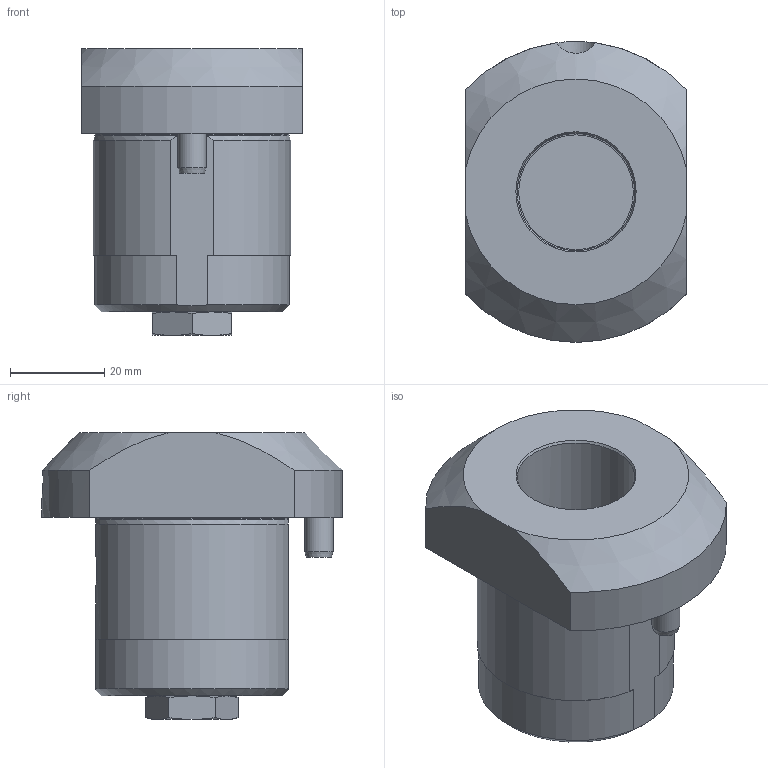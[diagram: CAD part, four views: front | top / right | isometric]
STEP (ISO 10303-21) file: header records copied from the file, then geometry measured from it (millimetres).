
FILE_DESCRIPTION(/* description */ (''),/* implementation_level */ '2;1');
FILE_NAME(/* name */ 'W9990313_A__specification_W9990313__stp.stp',/* time_stamp */ '2010-04-26T10:44:20+02:00',/* author */ (''),/* organization */ (''),/* preprocessor_version */ 'ST-DEVELOPER v11',/* originating_system */ 'UGS - NX 5.0',/* authorisation */ '');
FILE_SCHEMA (('AUTOMOTIVE_DESIGN { 1 0 10303 214 0 1 1 1 }'));
Length unit declared in the file: millimetre
Products named in the file (1): maie6685h5hy
Bounding box: 47 x 64 x 61 mm (x, y, z)
Volume: 75260.9 mm3; surface area: 17388.6 mm2
Topology: 1 solids, 1 shells, 61 faces, 157 edges, 100 vertices
Faces by surface type: plane 22, cone 22, cylinder 12, torus 5
Full cylindrical faces by diameter (mm): 6 x1, 9 x1, 25 x1, 25.6 x1
Entity records: 1848 total; most frequent: CARTESIAN_POINT 516, ORIENTED_EDGE 264, DIRECTION 260, EDGE_CURVE 132, AXIS2_PLACEMENT_3D 113, VERTEX_POINT 89, EDGE_LOOP 79, ADVANCED_FACE 61
